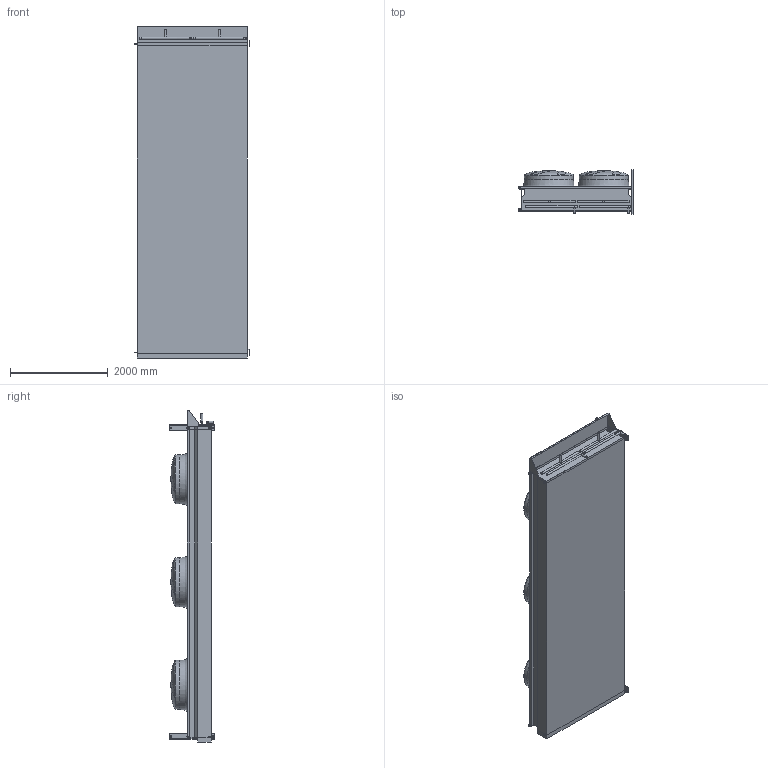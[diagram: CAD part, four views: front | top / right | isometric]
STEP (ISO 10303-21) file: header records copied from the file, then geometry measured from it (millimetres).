
FILE_DESCRIPTION (( 'STEP AP203' ), '1' );
FILE_NAME ('BXD_903-1003_H.STEP', '2018-09-17T15:03:58', ( 'Alfa Laval' ), ( 'Alfa Laval' ), 'SwSTEP 2.0', 'SolidWorks 2016', '' );
FILE_SCHEMA (( 'CONFIG_CONTROL_DESIGN' ));
Length unit declared in the file: millimetre
Products named in the file (6): ALB_COILFRAME-CASING_LIGHT_DOUBLE_900-1000_3M; ALB_FEET_HF_LIGHT_DOUBLE_900-1000_3M; ALB_COVER_HS_LIGHT_DOUBLE; ALB_COVER_BS_LIGHT_DOUBLE_CU; ALB_HEADER_GAS_COOLER_DOUBLE_LIGHT_CU; BXD_903-1003_H
Assembly tree (5 placements, depth 2):
  BXD_903-1003_H
    ALB_COILFRAME-CASING_LIGHT_DOUBLE_900-1000_3M
    ALB_FEET_HF_LIGHT_DOUBLE_900-1000_3M
    ALB_COVER_HS_LIGHT_DOUBLE
    ALB_COVER_BS_LIGHT_DOUBLE_CU
    ALB_HEADER_GAS_COOLER_DOUBLE_LIGHT_CU
Bounding box: 2344.91 x 900 x 6780 mm (x, y, z)
Volume: 8321409047.7 mm3; surface area: 48049880.1 mm2
Topology: 13 solids, 13 shells, 191 faces, 526 edges, 388 vertices
Faces by surface type: plane 97, bspline 48, cylinder 46
Full cylindrical faces by diameter (mm): 16 x4, 30 x4, 34 x4, 42 x8, 1000 x6
Entity records: 12674 total; most frequent: CARTESIAN_POINT 7635, ORIENTED_EDGE 892, DIRECTION 816, EDGE_CURVE 446, VERTEX_POINT 360, AXIS2_PLACEMENT_3D 299, EDGE_LOOP 298, FACE_OUTER_BOUND 229
